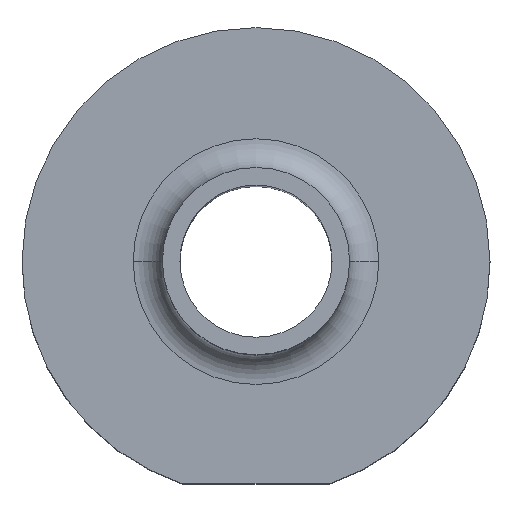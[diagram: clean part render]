
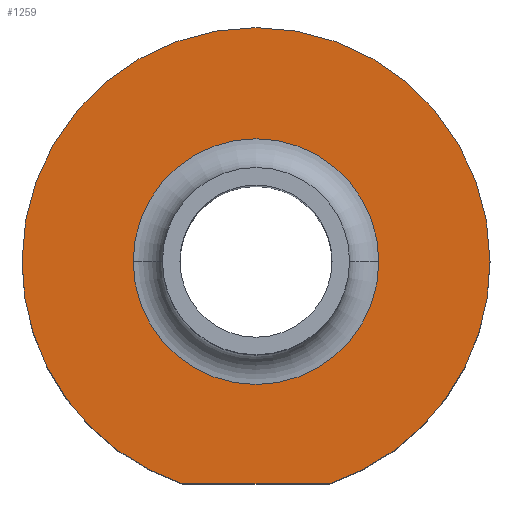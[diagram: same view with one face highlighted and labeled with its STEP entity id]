
A CAD part, top view. The second image highlights one B-rep face of the part: STEP entity #1259.
In plain terms, the highlighted planar face has unit normal (0, 0, 1).
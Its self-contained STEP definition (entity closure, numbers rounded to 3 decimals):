
#12 = PLANE ( 'NONE',  #333 ) ;
#34 = CARTESIAN_POINT ( 'NONE',  ( 0., 0., 25. ) ) ;
#71 = CARTESIAN_POINT ( 'NONE',  ( 0., 0., 25. ) ) ;
#125 = DIRECTION ( 'NONE',  ( 1., 0., 0. ) ) ;
#146 = CARTESIAN_POINT ( 'NONE',  ( 0., 0., 25. ) ) ;
#149 = AXIS2_PLACEMENT_3D ( 'NONE', #884, #281, #975 ) ;
#157 = DIRECTION ( 'NONE',  ( 1., 0., 0. ) ) ;
#163 = CARTESIAN_POINT ( 'NONE',  ( 40., 0., 25. ) ) ;
#167 = VERTEX_POINT ( 'NONE', #171 ) ;
#171 = CARTESIAN_POINT ( 'NONE',  ( 12.49, -38., 25. ) ) ;
#177 = DIRECTION ( 'NONE',  ( 0., 0., 1. ) ) ;
#206 = EDGE_LOOP ( 'NONE', ( #652, #1022 ) ) ;
#281 = DIRECTION ( 'NONE',  ( 0., 0., 1. ) ) ;
#324 = AXIS2_PLACEMENT_3D ( 'NONE', #71, #752, #157 ) ;
#328 = EDGE_LOOP ( 'NONE', ( #792, #1028, #470, #419 ) ) ;
#333 = AXIS2_PLACEMENT_3D ( 'NONE', #1054, #1244, #660 ) ;
#351 = CARTESIAN_POINT ( 'NONE',  ( -40., 0., 25. ) ) ;
#418 = VERTEX_POINT ( 'NONE', #163 ) ;
#419 = ORIENTED_EDGE ( 'NONE', *, *, #1093, .T. ) ;
#470 = ORIENTED_EDGE ( 'NONE', *, *, #1024, .T. ) ;
#483 = AXIS2_PLACEMENT_3D ( 'NONE', #34, #712, #125 ) ;
#503 = CARTESIAN_POINT ( 'NONE',  ( 0., -38., 25. ) ) ;
#527 = CARTESIAN_POINT ( 'NONE',  ( 0., 0., 25. ) ) ;
#529 = AXIS2_PLACEMENT_3D ( 'NONE', #146, #177, #1065 ) ;
#564 = AXIS2_PLACEMENT_3D ( 'NONE', #527, #1209, #626 ) ;
#615 = CIRCLE ( 'NONE', #529, 40. ) ;
#626 = DIRECTION ( 'NONE',  ( 1., 0., 0. ) ) ;
#629 = EDGE_CURVE ( 'NONE', #167, #418, #1216, .T. ) ;
#636 = CARTESIAN_POINT ( 'NONE',  ( -21., 0., 25. ) ) ;
#652 = ORIENTED_EDGE ( 'NONE', *, *, #1134, .T. ) ;
#660 = DIRECTION ( 'NONE',  ( 1., 0., 0. ) ) ;
#674 = VERTEX_POINT ( 'NONE', #892 ) ;
#711 = CIRCLE ( 'NONE', #324, 21. ) ;
#712 = DIRECTION ( 'NONE',  ( 0., 0., -1. ) ) ;
#752 = DIRECTION ( 'NONE',  ( 0., 0., -1. ) ) ;
#792 = ORIENTED_EDGE ( 'NONE', *, *, #1235, .F. ) ;
#884 = CARTESIAN_POINT ( 'NONE',  ( 0., 0., 25. ) ) ;
#892 = CARTESIAN_POINT ( 'NONE',  ( 21., 0., 25. ) ) ;
#898 = VERTEX_POINT ( 'NONE', #351 ) ;
#899 = DIRECTION ( 'NONE',  ( -1., 0., 0. ) ) ;
#975 = DIRECTION ( 'NONE',  ( 1., 0., 0. ) ) ;
#987 = FACE_OUTER_BOUND ( 'NONE', #328, .T. ) ;
#1000 = CARTESIAN_POINT ( 'NONE',  ( -12.49, -38., 25. ) ) ;
#1022 = ORIENTED_EDGE ( 'NONE', *, *, #1272, .T. ) ;
#1024 = EDGE_CURVE ( 'NONE', #418, #898, #615, .T. ) ;
#1028 = ORIENTED_EDGE ( 'NONE', *, *, #629, .T. ) ;
#1042 = CIRCLE ( 'NONE', #564, 40. ) ;
#1054 = CARTESIAN_POINT ( 'NONE',  ( 0., 0., 25. ) ) ;
#1065 = DIRECTION ( 'NONE',  ( 1., 0., 0. ) ) ;
#1086 = LINE ( 'NONE', #503, #1280 ) ;
#1093 = EDGE_CURVE ( 'NONE', #898, #1253, #1042, .T. ) ;
#1134 = EDGE_CURVE ( 'NONE', #674, #1183, #1139, .T. ) ;
#1139 = CIRCLE ( 'NONE', #483, 21. ) ;
#1183 = VERTEX_POINT ( 'NONE', #636 ) ;
#1209 = DIRECTION ( 'NONE',  ( 0., 0., 1. ) ) ;
#1216 = CIRCLE ( 'NONE', #149, 40. ) ;
#1235 = EDGE_CURVE ( 'NONE', #167, #1253, #1086, .T. ) ;
#1243 = FACE_BOUND ( 'NONE', #206, .T. ) ;
#1244 = DIRECTION ( 'NONE',  ( 0., 0., 1. ) ) ;
#1253 = VERTEX_POINT ( 'NONE', #1000 ) ;
#1259 = ADVANCED_FACE ( 'NONE', ( #1243, #987 ), #12, .T. ) ;
#1272 = EDGE_CURVE ( 'NONE', #1183, #674, #711, .T. ) ;
#1280 = VECTOR ( 'NONE', #899, 1000. ) ;
